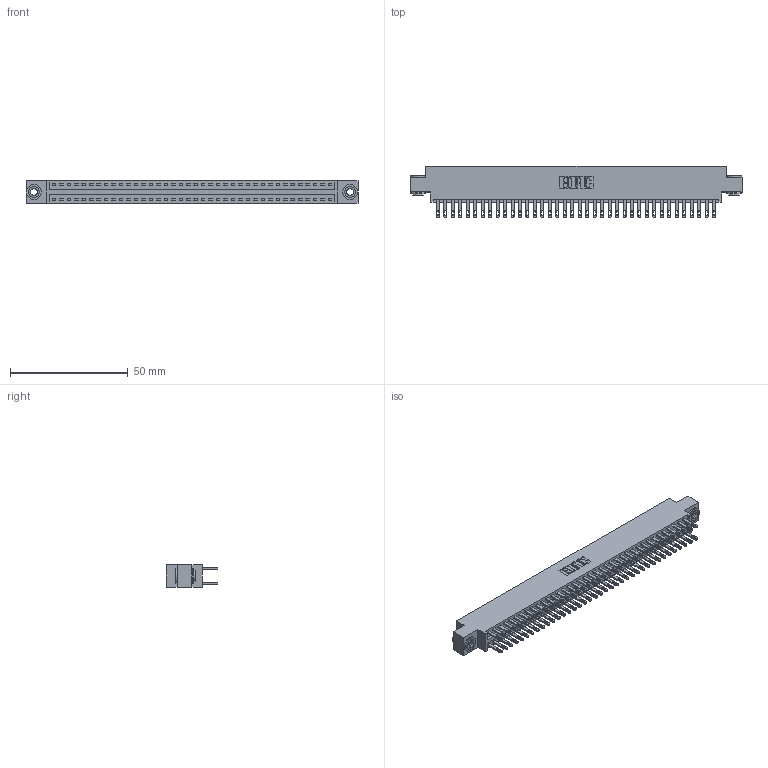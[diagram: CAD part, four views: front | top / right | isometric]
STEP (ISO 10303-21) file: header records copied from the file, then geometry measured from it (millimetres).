
FILE_DESCRIPTION (( 'STEP AP203' ), '1' );
FILE_NAME ('346-076-500-803.STEP', '2022-05-25T04:12:57', ( '' ), ( '' ), 'SwSTEP 2.0', 'SolidWorks 2020', '' );
FILE_SCHEMA (( 'CONFIG_CONTROL_DESIGN' ));
Length unit declared in the file: inch
Products named in the file (4): 346 Part_0.170 Offset - 0.156 Dia-TH; 345-292-001_345-293-100; 346-076-500-803; 345-250-002_345-250-002-102
Assembly tree (79 placements, depth 2):
  346-076-500-803
    346 Part_0.170 Offset - 0.156 Dia-TH
    345-292-001_345-293-100  x76
    345-250-002_345-250-002-102  x2
Bounding box: 141.22 x 21.84 x 9.4 mm (x, y, z)
Volume: 13819 mm3; surface area: 20156 mm2
Topology: 79 solids, 79 shells, 3826 faces, 11625 edges, 7746 vertices
Faces by surface type: plane 2308, cylinder 1510, cone 8
Entity records: 26466 total; most frequent: CARTESIAN_POINT 4349, ORIENTED_EDGE 4274, DIRECTION 3915, EDGE_CURVE 2137, LINE 1825, VECTOR 1825, VERTEX_POINT 1422, AXIS2_PLACEMENT_3D 1045
